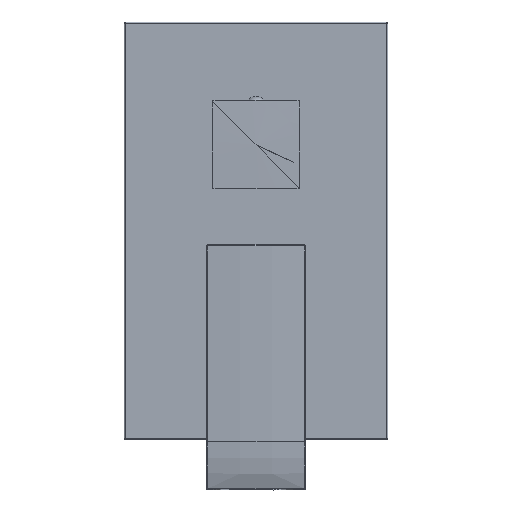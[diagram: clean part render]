
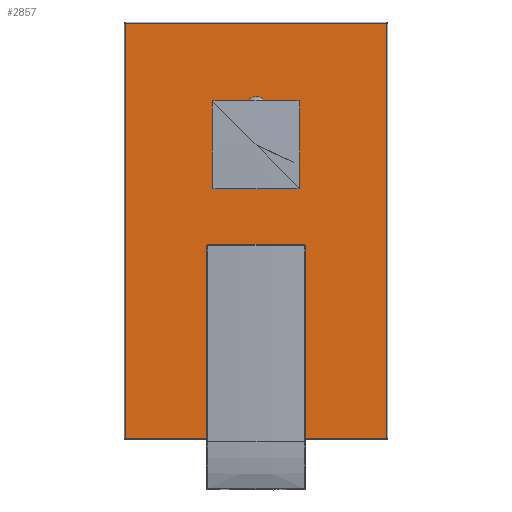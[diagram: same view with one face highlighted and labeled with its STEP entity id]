
A CAD part, top view. The second image highlights one B-rep face of the part: STEP entity #2857.
In plain terms, the highlighted planar face has unit normal (0, 0, 1).
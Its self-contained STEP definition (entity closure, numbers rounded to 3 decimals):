
#32=CARTESIAN_POINT('',(0.,0.,65.5));
#33=DIRECTION('',(0.,0.,-1.));
#34=DIRECTION('',(-1.,0.,0.));
#35=AXIS2_PLACEMENT_3D('',#32,#33,#34);
#42=DIRECTION('',(-1.,0.,0.));
#43=VECTOR('',#42,119.);
#44=CARTESIAN_POINT('',(59.5,123.5,65.5));
#45=LINE('',#44,#43);
#46=DIRECTION('',(0.,1.,0.));
#47=VECTOR('',#46,189.);
#48=CARTESIAN_POINT('',(59.5,-65.5,65.5));
#49=LINE('',#48,#47);
#50=DIRECTION('',(1.,0.,0.));
#51=VECTOR('',#50,119.);
#52=CARTESIAN_POINT('',(-59.5,-65.5,65.5));
#53=LINE('',#52,#51);
#54=DIRECTION('',(0.,-1.,0.));
#55=VECTOR('',#54,189.);
#56=CARTESIAN_POINT('',(-59.5,123.5,65.5));
#57=LINE('',#56,#55);
#202=CARTESIAN_POINT('',(0.,68.,65.5));
#203=DIRECTION('',(0.,0.,-1.));
#204=DIRECTION('',(-1.,0.,0.));
#205=AXIS2_PLACEMENT_3D('',#202,#203,#204);
#212=CARTESIAN_POINT('',(0.,68.,65.5));
#213=DIRECTION('',(0.,0.,-1.));
#214=DIRECTION('',(1.,0.,0.));
#215=AXIS2_PLACEMENT_3D('',#212,#213,#214);
#574=CARTESIAN_POINT('',(0.,0.,65.5));
#575=DIRECTION('',(0.,0.,-1.));
#576=DIRECTION('',(1.,0.,0.));
#577=AXIS2_PLACEMENT_3D('',#574,#575,#576);
#2758=CARTESIAN_POINT('',(59.5,123.5,65.5));
#2759=CARTESIAN_POINT('',(-59.5,123.5,65.5));
#2760=VERTEX_POINT('',#2758);
#2761=VERTEX_POINT('',#2759);
#2766=CARTESIAN_POINT('',(-59.5,-65.5,65.5));
#2767=VERTEX_POINT('',#2766);
#2772=CARTESIAN_POINT('',(59.5,-65.5,65.5));
#2773=VERTEX_POINT('',#2772);
#2800=CARTESIAN_POINT('',(-22.4,0.,65.5));
#2801=CARTESIAN_POINT('',(22.4,0.,65.5));
#2802=VERTEX_POINT('',#2800);
#2803=VERTEX_POINT('',#2801);
#2804=CARTESIAN_POINT('',(-9.35,68.,65.5));
#2805=CARTESIAN_POINT('',(9.35,68.,65.5));
#2806=VERTEX_POINT('',#2804);
#2807=VERTEX_POINT('',#2805);
#2831=CARTESIAN_POINT('',(0.,29.,65.5));
#2832=DIRECTION('',(0.,0.,1.));
#2833=DIRECTION('',(1.,0.,0.));
#2834=AXIS2_PLACEMENT_3D('',#2831,#2832,#2833);
#2835=PLANE('',#2834);
#2837=ORIENTED_EDGE('',*,*,#2836,.F.);
#2839=ORIENTED_EDGE('',*,*,#2838,.F.);
#2841=ORIENTED_EDGE('',*,*,#2840,.F.);
#2843=ORIENTED_EDGE('',*,*,#2842,.F.);
#2844=EDGE_LOOP('',(#2837,#2839,#2841,#2843));
#2845=FACE_OUTER_BOUND('',#2844,.F.);
#2847=ORIENTED_EDGE('',*,*,#2846,.F.);
#2849=ORIENTED_EDGE('',*,*,#2848,.F.);
#2850=EDGE_LOOP('',(#2847,#2849));
#2851=FACE_BOUND('',#2850,.F.);
#2852=ORIENTED_EDGE('',*,*,#2813,.F.);
#2854=ORIENTED_EDGE('',*,*,#2853,.F.);
#2855=EDGE_LOOP('',(#2852,#2854));
#2856=FACE_BOUND('',#2855,.F.);
#2857=ADVANCED_FACE('',(#2845,#2851,#2856),#2835,.T.);
#36=CIRCLE('',#35,22.4);
#206=CIRCLE('',#205,9.35);
#216=CIRCLE('',#215,9.35);
#578=CIRCLE('',#577,22.4);
#2813=EDGE_CURVE('',#2802,#2803,#36,.T.);
#2836=EDGE_CURVE('',#2760,#2761,#45,.T.);
#2838=EDGE_CURVE('',#2773,#2760,#49,.T.);
#2840=EDGE_CURVE('',#2767,#2773,#53,.T.);
#2842=EDGE_CURVE('',#2761,#2767,#57,.T.);
#2846=EDGE_CURVE('',#2806,#2807,#206,.T.);
#2848=EDGE_CURVE('',#2807,#2806,#216,.T.);
#2853=EDGE_CURVE('',#2803,#2802,#578,.T.);
